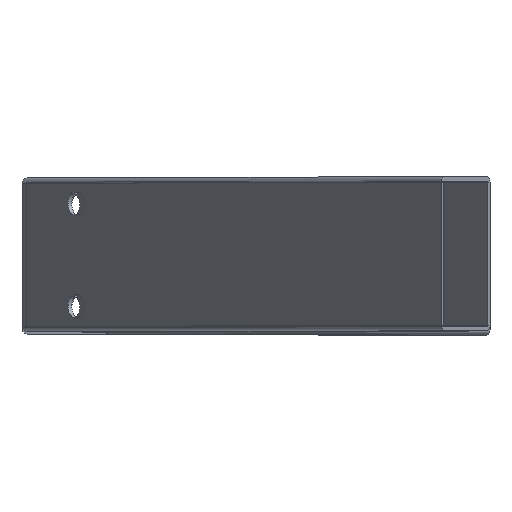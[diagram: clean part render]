
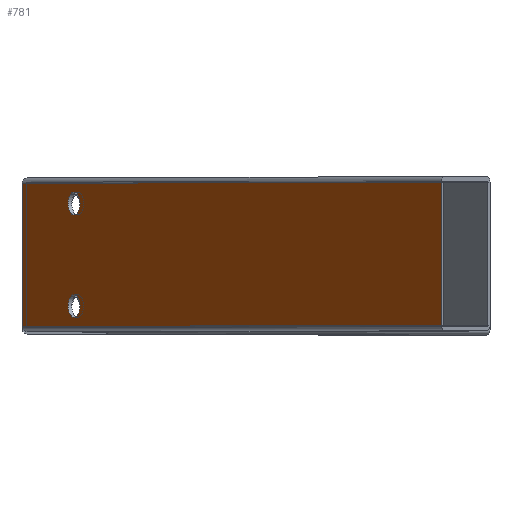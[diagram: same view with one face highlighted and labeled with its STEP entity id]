
A CAD part, top view. The second image highlights one B-rep face of the part: STEP entity #781.
In plain terms, the highlighted planar face has unit normal (-0.846, 0, 0.533).
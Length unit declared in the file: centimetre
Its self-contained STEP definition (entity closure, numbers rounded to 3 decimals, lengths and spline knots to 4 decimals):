
#30=CIRCLE('',#844,0.51);
#31=CIRCLE('',#845,0.51);
#48=FACE_BOUND('',#148,.T.);
#49=FACE_BOUND('',#149,.T.);
#77=PLANE('',#843);
#101=FACE_OUTER_BOUND('',#147,.T.);
#147=EDGE_LOOP('',(#598,#599,#600,#601));
#148=EDGE_LOOP('',(#602));
#149=EDGE_LOOP('',(#603));
#209=LINE('',#1175,#271);
#214=LINE('',#1192,#276);
#217=LINE('',#1200,#279);
#227=LINE('',#1233,#289);
#271=VECTOR('',#930,6.5);
#276=VECTOR('',#943,35.7085);
#279=VECTOR('',#952,6.5);
#289=VECTOR('',#984,35.7085);
#361=VERTEX_POINT('',#1164);
#365=VERTEX_POINT('',#1173);
#373=VERTEX_POINT('',#1191);
#375=VERTEX_POINT('',#1199);
#388=VERTEX_POINT('',#1235);
#389=VERTEX_POINT('',#1237);
#442=EDGE_CURVE('',#361,#365,#209,.T.);
#450=EDGE_CURVE('',#373,#361,#214,.T.);
#454=EDGE_CURVE('',#375,#373,#217,.T.);
#471=EDGE_CURVE('',#365,#375,#227,.T.);
#472=EDGE_CURVE('',#388,#388,#30,.T.);
#473=EDGE_CURVE('',#389,#389,#31,.T.);
#598=ORIENTED_EDGE('',*,*,#442,.T.);
#599=ORIENTED_EDGE('',*,*,#471,.T.);
#600=ORIENTED_EDGE('',*,*,#454,.T.);
#601=ORIENTED_EDGE('',*,*,#450,.T.);
#602=ORIENTED_EDGE('',*,*,#472,.F.);
#603=ORIENTED_EDGE('',*,*,#473,.F.);
#781=ADVANCED_FACE('',(#101,#48,#49),#77,.T.);
#843=AXIS2_PLACEMENT_3D('',#1234,#985,#986);
#844=AXIS2_PLACEMENT_3D('',#1236,#987,#988);
#845=AXIS2_PLACEMENT_3D('',#1238,#989,#990);
#930=DIRECTION('',(0.,-1.,0.));
#943=DIRECTION('',(-0.533,0.,-0.846));
#952=DIRECTION('',(0.,1.,0.));
#984=DIRECTION('',(0.533,0.,0.846));
#985=DIRECTION('center_axis',(-0.846,0.,0.533));
#986=DIRECTION('ref_axis',(0.,1.,0.));
#987=DIRECTION('center_axis',(-0.846,0.,0.533));
#988=DIRECTION('ref_axis',(0.533,0.,0.846));
#989=DIRECTION('center_axis',(-0.846,0.,0.533));
#990=DIRECTION('ref_axis',(0.533,0.,0.846));
#1164=CARTESIAN_POINT('',(35.854,3.25,28.9928));
#1173=CARTESIAN_POINT('',(35.854,-3.25,28.9928));
#1175=CARTESIAN_POINT('',(35.854,3.25,28.9928));
#1191=CARTESIAN_POINT('',(54.8966,3.25,59.2));
#1192=CARTESIAN_POINT('',(54.8966,3.25,59.2));
#1199=CARTESIAN_POINT('',(54.8966,-3.25,59.2));
#1200=CARTESIAN_POINT('',(54.8966,-3.25,59.2));
#1233=CARTESIAN_POINT('',(35.854,-3.25,28.9928));
#1234=CARTESIAN_POINT('Origin',(36.1441,-3.25,29.453));
#1235=CARTESIAN_POINT('',(37.9445,2.325,32.3089));
#1236=CARTESIAN_POINT('Origin',(38.2164,2.325,32.7403));
#1237=CARTESIAN_POINT('',(37.9445,-2.325,32.3089));
#1238=CARTESIAN_POINT('Origin',(38.2164,-2.325,32.7403));
